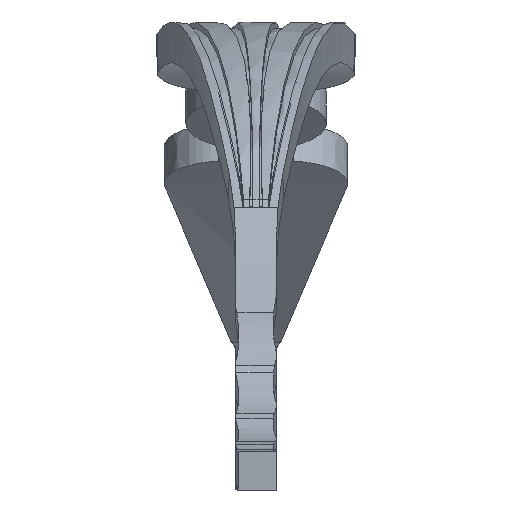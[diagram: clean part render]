
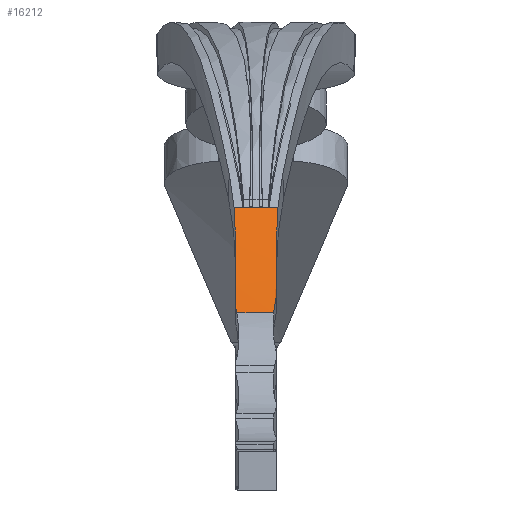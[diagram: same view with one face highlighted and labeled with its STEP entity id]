
A CAD part, front view. The second image highlights one B-rep face of the part: STEP entity #16212.
In plain terms, the highlighted cylindrical face has radius 156.5 mm (diameter 313 mm), a partial arc.
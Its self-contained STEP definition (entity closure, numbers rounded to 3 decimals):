
#646 = CARTESIAN_POINT ( 'NONE',  ( 6.5, 163.753, 76.31 ) ) ;
#1613 = ORIENTED_EDGE ( 'NONE', *, *, #8963, .F. ) ;
#1679 = ORIENTED_EDGE ( 'NONE', *, *, #5143, .T. ) ;
#1785 = EDGE_CURVE ( 'NONE', #6930, #23030, #8602, .T. ) ;
#2465 = CARTESIAN_POINT ( 'NONE',  ( -6.5, 150.008, 52.025 ) ) ;
#2661 = EDGE_CURVE ( 'NONE', #11011, #16963, #21499, .T. ) ;
#2826 = CARTESIAN_POINT ( 'NONE',  ( 6.5, 151.736, 55.682 ) ) ;
#2903 = EDGE_CURVE ( 'NONE', #23030, #11011, #21611, .T. ) ;
#2933 = VERTEX_POINT ( 'NONE', #6214 ) ;
#3067 = CARTESIAN_POINT ( 'NONE',  ( -6.5, 292.359, -13. ) ) ;
#3071 = ORIENTED_EDGE ( 'NONE', *, *, #1785, .T. ) ;
#3077 = CARTESIAN_POINT ( 'NONE',  ( 0., 292.359, -13. ) ) ;
#3387 = DIRECTION ( 'NONE',  ( 1., 0., 0. ) ) ;
#3579 = ORIENTED_EDGE ( 'NONE', *, *, #2903, .T. ) ;
#3716 = CARTESIAN_POINT ( 'NONE',  ( -6.5, 169.569, 84.03 ) ) ;
#3825 = VECTOR ( 'NONE', #8515, 1000. ) ;
#4096 = AXIS2_PLACEMENT_3D ( 'NONE', #3077, #15617, #4895 ) ;
#4895 = DIRECTION ( 'NONE',  ( 0., 0., -1. ) ) ;
#5143 = EDGE_CURVE ( 'NONE', #10166, #2933, #15981, .T. ) ;
#5432 = CARTESIAN_POINT ( 'NONE',  ( 6.5, 151.736, 55.682 ) ) ;
#5675 = CARTESIAN_POINT ( 'NONE',  ( 5.662, 149.223, 50.28 ) ) ;
#6076 = VERTEX_POINT ( 'NONE', #14193 ) ;
#6154 = CIRCLE ( 'NONE', #12775, 156.5 ) ;
#6214 = CARTESIAN_POINT ( 'NONE',  ( 7.016, 169.569, 84.03 ) ) ;
#6930 = VERTEX_POINT ( 'NONE', #10276 ) ;
#6968 = B_SPLINE_CURVE_WITH_KNOTS ( 'NONE', 3,
 ( #17860, #9223, #17936, #21732 ),
 .UNSPECIFIED., .F., .F.,
 ( 4, 4 ),
 ( 0., 0.015 ),
 .UNSPECIFIED. ) ;
#7018 = VECTOR ( 'NONE', #14275, 1000. ) ;
#7412 = ORIENTED_EDGE ( 'NONE', *, *, #2661, .T. ) ;
#7453 = ORIENTED_EDGE ( 'NONE', *, *, #20529, .F. ) ;
#8210 = EDGE_LOOP ( 'NONE', ( #3071, #3579, #7412, #13075, #7453, #1679, #1613, #13722 ) ) ;
#8290 = CARTESIAN_POINT ( 'NONE',  ( 5.823, 150.035, 52.115 ) ) ;
#8515 = DIRECTION ( 'NONE',  ( 1., 0., 0. ) ) ;
#8602 = CIRCLE ( 'NONE', #15535, 156.5 ) ;
#8963 = EDGE_CURVE ( 'NONE', #6076, #2933, #14354, .T. ) ;
#9202 = CARTESIAN_POINT ( 'NONE',  ( -6.314, 149.613, 51.157 ) ) ;
#9223 = CARTESIAN_POINT ( 'NONE',  ( -6.67, 166.572, 80.238 ) ) ;
#9279 = CARTESIAN_POINT ( 'NONE',  ( -6.204, 149.353, 50.573 ) ) ;
#10166 = VERTEX_POINT ( 'NONE', #10183 ) ;
#10183 = CARTESIAN_POINT ( 'NONE',  ( 6.5, 161.114, 72.246 ) ) ;
#10228 = VERTEX_POINT ( 'NONE', #5432 ) ;
#10276 = CARTESIAN_POINT ( 'NONE',  ( -6.5, 161.114, 72.246 ) ) ;
#10649 = EDGE_CURVE ( 'NONE', #16963, #10228, #23152, .T. ) ;
#11011 = VERTEX_POINT ( 'NONE', #18408 ) ;
#11497 = CARTESIAN_POINT ( 'NONE',  ( 6.67, 166.572, 80.238 ) ) ;
#12416 = EDGE_CURVE ( 'NONE', #6076, #6930, #6968, .T. ) ;
#12775 = AXIS2_PLACEMENT_3D ( 'NONE', #14042, #3387, #15922 ) ;
#12906 = CARTESIAN_POINT ( 'NONE',  ( -6.436, 149.876, 51.737 ) ) ;
#13075 = ORIENTED_EDGE ( 'NONE', *, *, #10649, .T. ) ;
#13722 = ORIENTED_EDGE ( 'NONE', *, *, #12416, .T. ) ;
#13860 = CARTESIAN_POINT ( 'NONE',  ( -6.5, 149.223, 50.28 ) ) ;
#14042 = CARTESIAN_POINT ( 'NONE',  ( 6.5, 292.359, -13. ) ) ;
#14193 = CARTESIAN_POINT ( 'NONE',  ( -7.016, 169.569, 84.03 ) ) ;
#14275 = DIRECTION ( 'NONE',  ( 1., 0., 0. ) ) ;
#14354 = LINE ( 'NONE', #3716, #7018 ) ;
#15535 = AXIS2_PLACEMENT_3D ( 'NONE', #3067, #19125, #17472 ) ;
#15617 = DIRECTION ( 'NONE',  ( 1., 0., 0. ) ) ;
#15922 = DIRECTION ( 'NONE',  ( 0., -0.785, 0.62 ) ) ;
#15981 = B_SPLINE_CURVE_WITH_KNOTS ( 'NONE', 3,
 ( #22122, #646, #11497, #16756 ),
 .UNSPECIFIED., .F., .F.,
 ( 4, 4 ),
 ( 0., 0.015 ),
 .UNSPECIFIED. ) ;
#16126 = CYLINDRICAL_SURFACE ( 'NONE', #4096, 156.5 ) ;
#16212 = ADVANCED_FACE ( 'NONE', ( #20902 ), #16126, .T. ) ;
#16756 = CARTESIAN_POINT ( 'NONE',  ( 7.016, 169.569, 84.03 ) ) ;
#16963 = VERTEX_POINT ( 'NONE', #5675 ) ;
#17472 = DIRECTION ( 'NONE',  ( 0., -0.785, 0.62 ) ) ;
#17860 = CARTESIAN_POINT ( 'NONE',  ( -7.016, 169.569, 84.03 ) ) ;
#17936 = CARTESIAN_POINT ( 'NONE',  ( -6.5, 163.753, 76.31 ) ) ;
#18408 = CARTESIAN_POINT ( 'NONE',  ( -6.152, 149.223, 50.28 ) ) ;
#18892 = CARTESIAN_POINT ( 'NONE',  ( 6.103, 150.873, 53.916 ) ) ;
#19125 = DIRECTION ( 'NONE',  ( 1., 0., 0. ) ) ;
#20061 = CARTESIAN_POINT ( 'NONE',  ( -6.5, 150.008, 52.025 ) ) ;
#20529 = EDGE_CURVE ( 'NONE', #10166, #10228, #6154, .T. ) ;
#20902 = FACE_OUTER_BOUND ( 'NONE', #8210, .T. ) ;
#21499 = LINE ( 'NONE', #13860, #3825 ) ;
#21611 = B_SPLINE_CURVE_WITH_KNOTS ( 'NONE', 3,
 ( #20061, #12906, #9202, #9279, #21869 ),
 .UNSPECIFIED., .F., .F.,
 ( 4, 1, 4 ),
 ( 0.228, 0.229, 0.23 ),
 .UNSPECIFIED. ) ;
#21732 = CARTESIAN_POINT ( 'NONE',  ( -6.5, 161.114, 72.246 ) ) ;
#21869 = CARTESIAN_POINT ( 'NONE',  ( -6.152, 149.223, 50.28 ) ) ;
#22122 = CARTESIAN_POINT ( 'NONE',  ( 6.5, 161.114, 72.246 ) ) ;
#22356 = CARTESIAN_POINT ( 'NONE',  ( 5.662, 149.223, 50.28 ) ) ;
#23030 = VERTEX_POINT ( 'NONE', #2465 ) ;
#23152 = B_SPLINE_CURVE_WITH_KNOTS ( 'NONE', 3,
 ( #22356, #8290, #18892, #2826 ),
 .UNSPECIFIED., .F., .F.,
 ( 4, 4 ),
 ( 0., 0.006 ),
 .UNSPECIFIED. ) ;
